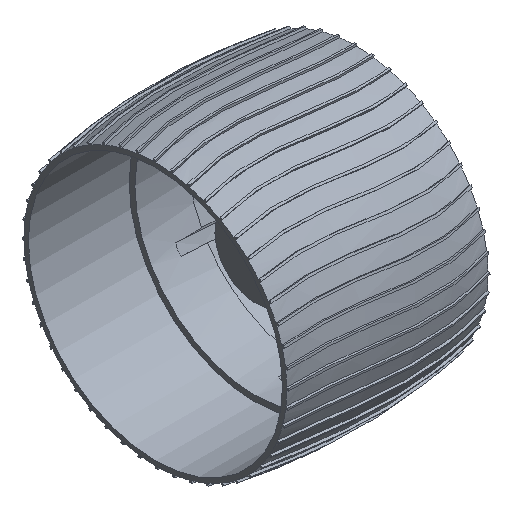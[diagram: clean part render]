
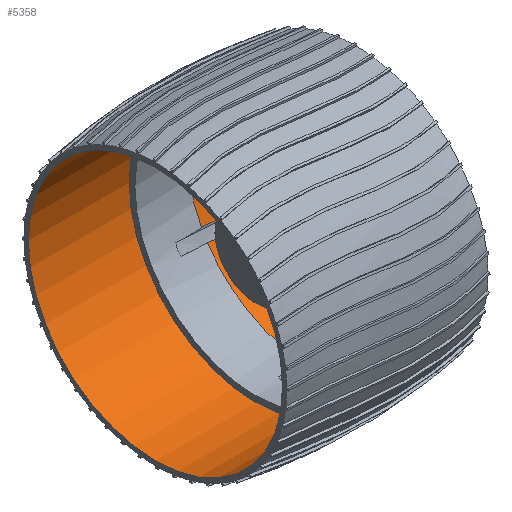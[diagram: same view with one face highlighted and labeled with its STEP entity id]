
A CAD part, isometric view. The second image highlights one B-rep face of the part: STEP entity #5358.
In plain terms, the highlighted cylindrical face has radius 60 mm (diameter 120 mm), a full revolution.
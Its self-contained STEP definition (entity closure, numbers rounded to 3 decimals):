
#908=LINE('',#30958,#1209);
#1209=VECTOR('',#6580,60.);
#1215=CYLINDRICAL_SURFACE('',#5675,60.);
#1496=FACE_OUTER_BOUND('',#1784,.T.);
#1784=EDGE_LOOP('',(#5073,#5074,#5075,#5076));
#1914=CIRCLE('',#5577,60.);
#2010=CIRCLE('',#5674,60.);
#2382=VERTEX_POINT('',#10614);
#2571=VERTEX_POINT('',#11734);
#3025=EDGE_CURVE('',#2382,#2382,#1914,.T.);
#3223=EDGE_CURVE('',#2571,#2571,#2010,.T.);
#3406=EDGE_CURVE('',#2382,#2571,#908,.T.);
#5073=ORIENTED_EDGE('',*,*,#3025,.T.);
#5074=ORIENTED_EDGE('',*,*,#3406,.T.);
#5075=ORIENTED_EDGE('',*,*,#3223,.F.);
#5076=ORIENTED_EDGE('',*,*,#3406,.F.);
#5358=ADVANCED_FACE('',(#1496),#1215,.F.);
#5577=AXIS2_PLACEMENT_3D('',#10615,#6288,#6289);
#5674=AXIS2_PLACEMENT_3D('',#11735,#6576,#6577);
#5675=AXIS2_PLACEMENT_3D('',#30957,#6578,#6579);
#6288=DIRECTION('center_axis',(1.,0.,0.));
#6289=DIRECTION('ref_axis',(0.,0.,-1.));
#6576=DIRECTION('center_axis',(1.,0.,0.));
#6577=DIRECTION('ref_axis',(0.,0.,-1.));
#6578=DIRECTION('center_axis',(1.,0.,0.));
#6579=DIRECTION('ref_axis',(0.,1.,0.));
#6580=DIRECTION('',(-1.,0.,0.));
#10614=CARTESIAN_POINT('',(47.5,-60.,0.));
#10615=CARTESIAN_POINT('Origin',(47.5,0.,0.));
#11734=CARTESIAN_POINT('',(-47.5,-60.,0.));
#11735=CARTESIAN_POINT('Origin',(-47.5,0.,0.));
#30957=CARTESIAN_POINT('Origin',(0.,0.,0.));
#30958=CARTESIAN_POINT('',(0.,-60.,0.));
